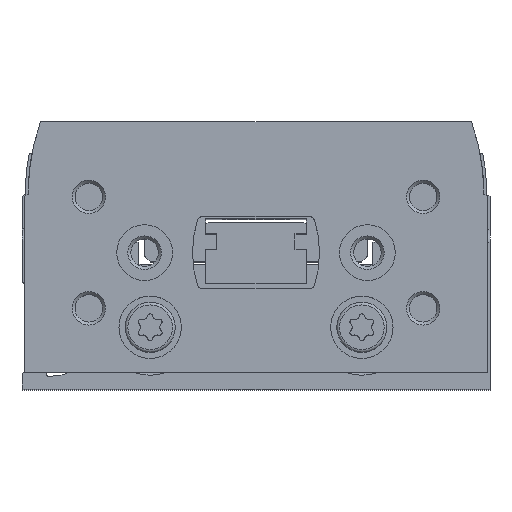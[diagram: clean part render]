
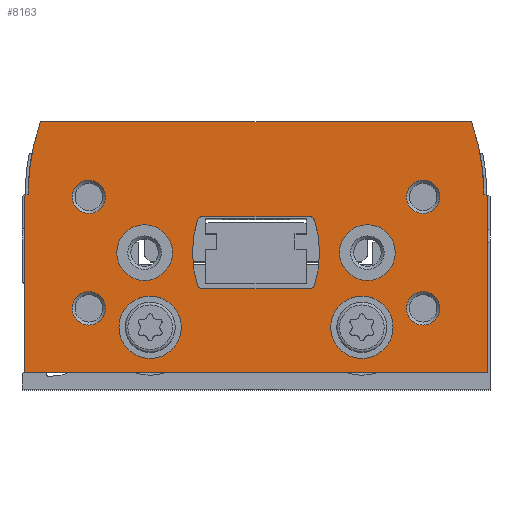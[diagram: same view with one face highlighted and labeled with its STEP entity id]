
A CAD part, top view. The second image highlights one B-rep face of the part: STEP entity #8163.
In plain terms, the highlighted planar face has unit normal (0, 0, 1).
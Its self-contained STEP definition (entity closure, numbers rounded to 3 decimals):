
#388=LINE('',#12624,#862);
#393=LINE('',#12634,#867);
#411=LINE('',#12680,#885);
#417=LINE('',#12692,#891);
#431=LINE('',#12763,#905);
#433=LINE('',#12766,#907);
#434=LINE('',#12792,#908);
#435=LINE('',#12812,#909);
#862=VECTOR('',#10333,1000.);
#867=VECTOR('',#10340,1000.);
#885=VECTOR('',#10376,1000.);
#891=VECTOR('',#10386,1000.);
#905=VECTOR('',#10440,1000.);
#907=VECTOR('',#10444,1000.);
#908=VECTOR('',#10471,1000.);
#909=VECTOR('',#10492,1000.);
#1158=PLANE('',#8841);
#2192=ORIENTED_EDGE('',*,*,#3684,.F.);
#2193=ORIENTED_EDGE('',*,*,#3685,.F.);
#2194=ORIENTED_EDGE('',*,*,#3686,.F.);
#2195=ORIENTED_EDGE('',*,*,#3687,.F.);
#2196=ORIENTED_EDGE('',*,*,#3688,.T.);
#2197=ORIENTED_EDGE('',*,*,#3689,.T.);
#2198=ORIENTED_EDGE('',*,*,#3690,.T.);
#2199=ORIENTED_EDGE('',*,*,#3691,.T.);
#2200=ORIENTED_EDGE('',*,*,#3650,.F.);
#2201=ORIENTED_EDGE('',*,*,#3668,.F.);
#2202=ORIENTED_EDGE('',*,*,#3662,.F.);
#2203=ORIENTED_EDGE('',*,*,#3659,.F.);
#2204=ORIENTED_EDGE('',*,*,#3692,.F.);
#2205=ORIENTED_EDGE('',*,*,#3693,.F.);
#2206=ORIENTED_EDGE('',*,*,#3694,.F.);
#2207=ORIENTED_EDGE('',*,*,#3653,.F.);
#2208=ORIENTED_EDGE('',*,*,#3637,.T.);
#2209=ORIENTED_EDGE('',*,*,#3631,.T.);
#2210=ORIENTED_EDGE('',*,*,#3670,.T.);
#2211=ORIENTED_EDGE('',*,*,#3602,.T.);
#2212=ORIENTED_EDGE('',*,*,#3607,.T.);
#2213=ORIENTED_EDGE('',*,*,#3611,.T.);
#2214=ORIENTED_EDGE('',*,*,#3683,.T.);
#2215=ORIENTED_EDGE('',*,*,#3643,.T.);
#3602=EDGE_CURVE('',#4435,#4434,#388,.T.);
#3607=EDGE_CURVE('',#4434,#4438,#393,.T.);
#3611=EDGE_CURVE('',#4438,#4440,#4943,.T.);
#3631=EDGE_CURVE('',#4455,#4457,#411,.T.);
#3637=EDGE_CURVE('',#4461,#4455,#417,.T.);
#3643=EDGE_CURVE('',#4466,#4461,#4949,.T.);
#3650=EDGE_CURVE('',#4470,#4471,#4952,.T.);
#3653=EDGE_CURVE('',#4471,#4472,#4953,.T.);
#3659=EDGE_CURVE('',#4476,#4477,#4956,.T.);
#3662=EDGE_CURVE('',#4477,#4479,#4957,.T.);
#3668=EDGE_CURVE('',#4479,#4470,#431,.T.);
#3670=EDGE_CURVE('',#4457,#4435,#433,.T.);
#3683=EDGE_CURVE('',#4440,#4466,#434,.T.);
#3684=EDGE_CURVE('',#4495,#4495,#4973,.T.);
#3685=EDGE_CURVE('',#4496,#4496,#4974,.T.);
#3686=EDGE_CURVE('',#4497,#4497,#4975,.T.);
#3687=EDGE_CURVE('',#4498,#4498,#4976,.T.);
#3688=EDGE_CURVE('',#4499,#4499,#4977,.T.);
#3689=EDGE_CURVE('',#4500,#4500,#4978,.T.);
#3690=EDGE_CURVE('',#4501,#4501,#4979,.T.);
#3691=EDGE_CURVE('',#4502,#4502,#4980,.T.);
#3692=EDGE_CURVE('',#4503,#4476,#4981,.T.);
#3693=EDGE_CURVE('',#4504,#4503,#435,.T.);
#3694=EDGE_CURVE('',#4472,#4504,#4982,.T.);
#4434=VERTEX_POINT('',#12623);
#4435=VERTEX_POINT('',#12625);
#4438=VERTEX_POINT('',#12633);
#4440=VERTEX_POINT('',#12640);
#4455=VERTEX_POINT('',#12674);
#4457=VERTEX_POINT('',#12679);
#4461=VERTEX_POINT('',#12690);
#4466=VERTEX_POINT('',#12705);
#4470=VERTEX_POINT('',#12719);
#4471=VERTEX_POINT('',#12721);
#4472=VERTEX_POINT('',#12729);
#4476=VERTEX_POINT('',#12742);
#4477=VERTEX_POINT('',#12744);
#4479=VERTEX_POINT('',#12753);
#4495=VERTEX_POINT('',#12795);
#4496=VERTEX_POINT('',#12797);
#4497=VERTEX_POINT('',#12799);
#4498=VERTEX_POINT('',#12801);
#4499=VERTEX_POINT('',#12803);
#4500=VERTEX_POINT('',#12805);
#4501=VERTEX_POINT('',#12807);
#4502=VERTEX_POINT('',#12809);
#4503=VERTEX_POINT('',#12811);
#4504=VERTEX_POINT('',#12813);
#4943=CIRCLE('',#8798,19.5);
#4949=CIRCLE('',#8810,19.5);
#4952=CIRCLE('',#8814,0.5);
#4953=CIRCLE('',#8816,10.);
#4956=CIRCLE('',#8820,10.);
#4957=CIRCLE('',#8822,0.5);
#4973=CIRCLE('',#8842,2.8);
#4974=CIRCLE('',#8843,2.8);
#4975=CIRCLE('',#8844,2.5);
#4976=CIRCLE('',#8845,2.5);
#4977=CIRCLE('',#8846,1.5);
#4978=CIRCLE('',#8847,1.5);
#4979=CIRCLE('',#8848,1.5);
#4980=CIRCLE('',#8849,1.5);
#4981=CIRCLE('',#8850,0.5);
#4982=CIRCLE('',#8851,0.5);
#5482=EDGE_LOOP('',(#2192));
#5483=EDGE_LOOP('',(#2193));
#5484=EDGE_LOOP('',(#2194));
#5485=EDGE_LOOP('',(#2195));
#5486=EDGE_LOOP('',(#2196));
#5487=EDGE_LOOP('',(#2197));
#5488=EDGE_LOOP('',(#2198));
#5489=EDGE_LOOP('',(#2199));
#5490=EDGE_LOOP('',(#2200,#2201,#2202,#2203,#2204,#2205,#2206,#2207));
#5491=EDGE_LOOP('',(#2208,#2209,#2210,#2211,#2212,#2213,#2214,#2215));
#6116=FACE_BOUND('',#5482,.T.);
#6117=FACE_BOUND('',#5483,.T.);
#6118=FACE_BOUND('',#5484,.T.);
#6119=FACE_BOUND('',#5485,.T.);
#6120=FACE_BOUND('',#5486,.T.);
#6121=FACE_BOUND('',#5487,.T.);
#6122=FACE_BOUND('',#5488,.T.);
#6123=FACE_BOUND('',#5489,.T.);
#6124=FACE_BOUND('',#5490,.T.);
#6125=FACE_BOUND('',#5491,.T.);
#8163=ADVANCED_FACE('',(#6116,#6117,#6118,#6119,#6120,#6121,#6122,#6123,
#6124,#6125),#1158,.T.);
#8798=AXIS2_PLACEMENT_3D('',#12641,#10347,#10348);
#8810=AXIS2_PLACEMENT_3D('',#12704,#10397,#10398);
#8814=AXIS2_PLACEMENT_3D('',#12720,#10408,#10409);
#8816=AXIS2_PLACEMENT_3D('',#12728,#10413,#10414);
#8820=AXIS2_PLACEMENT_3D('',#12743,#10423,#10424);
#8822=AXIS2_PLACEMENT_3D('',#12752,#10428,#10429);
#8841=AXIS2_PLACEMENT_3D('',#12793,#10472,#10473);
#8842=AXIS2_PLACEMENT_3D('',#12794,#10474,#10475);
#8843=AXIS2_PLACEMENT_3D('',#12796,#10476,#10477);
#8844=AXIS2_PLACEMENT_3D('',#12798,#10478,#10479);
#8845=AXIS2_PLACEMENT_3D('',#12800,#10480,#10481);
#8846=AXIS2_PLACEMENT_3D('',#12802,#10482,#10483);
#8847=AXIS2_PLACEMENT_3D('',#12804,#10484,#10485);
#8848=AXIS2_PLACEMENT_3D('',#12806,#10486,#10487);
#8849=AXIS2_PLACEMENT_3D('',#12808,#10488,#10489);
#8850=AXIS2_PLACEMENT_3D('',#12810,#10490,#10491);
#8851=AXIS2_PLACEMENT_3D('',#12814,#10493,#10494);
#10333=DIRECTION('',(0.,1.,0.));
#10340=DIRECTION('',(-0.866,0.5,0.));
#10347=DIRECTION('',(0.,0.,1.));
#10348=DIRECTION('',(1.,0.,0.));
#10376=DIRECTION('',(0.,-1.,0.));
#10386=DIRECTION('',(-0.866,-0.5,0.));
#10397=DIRECTION('',(0.,0.,1.));
#10398=DIRECTION('',(1.,0.,0.));
#10408=DIRECTION('',(0.,0.,1.));
#10409=DIRECTION('',(1.,0.,0.));
#10413=DIRECTION('',(0.,0.,1.));
#10414=DIRECTION('',(1.,0.,0.));
#10423=DIRECTION('',(0.,0.,1.));
#10424=DIRECTION('',(1.,0.,0.));
#10428=DIRECTION('',(0.,0.,1.));
#10429=DIRECTION('',(1.,0.,0.));
#10440=DIRECTION('',(-1.,0.,0.));
#10444=DIRECTION('',(1.,0.,0.));
#10471=DIRECTION('',(-1.,0.,0.));
#10472=DIRECTION('',(0.,0.,1.));
#10473=DIRECTION('',(1.,0.,0.));
#10474=DIRECTION('',(0.,0.,1.));
#10475=DIRECTION('',(1.,0.,0.));
#10476=DIRECTION('',(0.,0.,1.));
#10477=DIRECTION('',(1.,0.,0.));
#10478=DIRECTION('',(0.,0.,1.));
#10479=DIRECTION('',(1.,0.,0.));
#10480=DIRECTION('',(0.,0.,1.));
#10481=DIRECTION('',(1.,0.,0.));
#10482=DIRECTION('',(0.,0.,-1.));
#10483=DIRECTION('',(-1.,0.,0.));
#10484=DIRECTION('',(0.,0.,-1.));
#10485=DIRECTION('',(-1.,0.,0.));
#10486=DIRECTION('',(0.,0.,-1.));
#10487=DIRECTION('',(-1.,0.,0.));
#10488=DIRECTION('',(0.,0.,-1.));
#10489=DIRECTION('',(-1.,0.,0.));
#10490=DIRECTION('',(0.,0.,1.));
#10491=DIRECTION('',(1.,0.,0.));
#10492=DIRECTION('',(1.,0.,0.));
#10493=DIRECTION('',(0.,0.,1.));
#10494=DIRECTION('',(1.,0.,0.));
#12623=CARTESIAN_POINT('',(20.75,15.827,0.));
#12624=CARTESIAN_POINT('',(20.75,0.,0.));
#12625=CARTESIAN_POINT('',(20.75,0.,0.));
#12633=CARTESIAN_POINT('',(20.45,16.,0.));
#12634=CARTESIAN_POINT('',(20.75,15.827,0.));
#12640=CARTESIAN_POINT('',(19.335,22.5,0.));
#12641=CARTESIAN_POINT('',(0.95,16.,0.));
#12674=CARTESIAN_POINT('',(-20.75,15.827,0.));
#12679=CARTESIAN_POINT('',(-20.75,0.,0.));
#12680=CARTESIAN_POINT('',(-20.75,15.827,0.));
#12690=CARTESIAN_POINT('',(-20.45,16.,0.));
#12692=CARTESIAN_POINT('',(-20.45,16.,0.));
#12704=CARTESIAN_POINT('',(-0.95,16.,0.));
#12705=CARTESIAN_POINT('',(-19.335,22.5,0.));
#12719=CARTESIAN_POINT('',(-4.793,14.,0.));
#12720=CARTESIAN_POINT('',(-4.793,13.5,0.));
#12721=CARTESIAN_POINT('',(-5.272,13.645,0.));
#12728=CARTESIAN_POINT('',(4.3,10.75,0.));
#12729=CARTESIAN_POINT('',(-5.272,7.855,0.));
#12742=CARTESIAN_POINT('',(5.272,7.855,0.));
#12743=CARTESIAN_POINT('',(-4.3,10.75,0.));
#12744=CARTESIAN_POINT('',(5.272,13.645,0.));
#12752=CARTESIAN_POINT('',(4.793,13.5,0.));
#12753=CARTESIAN_POINT('',(4.793,14.,0.));
#12763=CARTESIAN_POINT('',(4.793,14.,0.));
#12766=CARTESIAN_POINT('',(-20.75,0.,0.));
#12792=CARTESIAN_POINT('',(19.335,22.5,0.));
#12793=CARTESIAN_POINT('',(0.95,16.,0.));
#12794=CARTESIAN_POINT('',(-9.5,4.05,0.));
#12795=CARTESIAN_POINT('',(-6.7,4.05,0.));
#12796=CARTESIAN_POINT('',(9.5,4.05,0.));
#12797=CARTESIAN_POINT('',(12.3,4.05,0.));
#12798=CARTESIAN_POINT('',(-10.,10.75,0.));
#12799=CARTESIAN_POINT('',(-7.5,10.75,0.));
#12800=CARTESIAN_POINT('',(10.,10.75,0.));
#12801=CARTESIAN_POINT('',(12.5,10.75,0.));
#12802=CARTESIAN_POINT('',(15.,5.75,0.));
#12803=CARTESIAN_POINT('',(13.5,5.75,0.));
#12804=CARTESIAN_POINT('',(-15.,5.75,0.));
#12805=CARTESIAN_POINT('',(-16.5,5.75,0.));
#12806=CARTESIAN_POINT('',(-15.,15.75,0.));
#12807=CARTESIAN_POINT('',(-16.5,15.75,0.));
#12808=CARTESIAN_POINT('',(15.,15.75,0.));
#12809=CARTESIAN_POINT('',(13.5,15.75,0.));
#12810=CARTESIAN_POINT('',(4.793,8.,0.));
#12811=CARTESIAN_POINT('',(4.793,7.5,0.));
#12812=CARTESIAN_POINT('',(-4.793,7.5,0.));
#12813=CARTESIAN_POINT('',(-4.793,7.5,0.));
#12814=CARTESIAN_POINT('',(-4.793,8.,0.));
